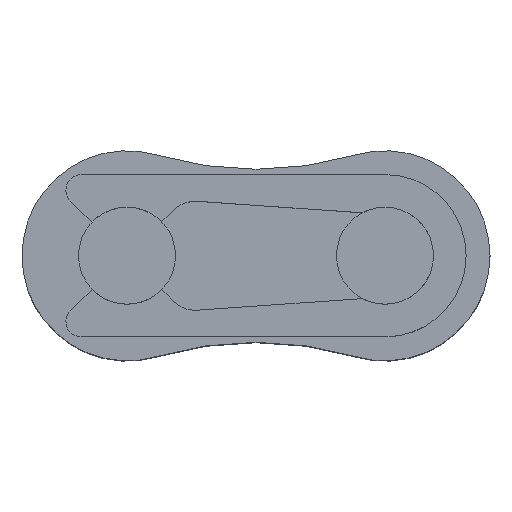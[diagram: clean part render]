
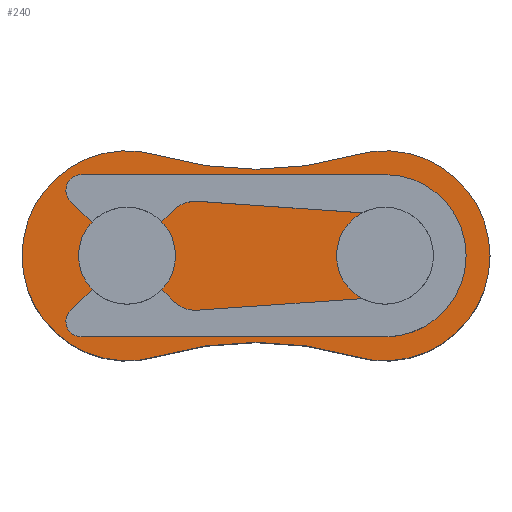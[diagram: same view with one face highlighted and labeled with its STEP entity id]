
A CAD part, top view. The second image highlights one B-rep face of the part: STEP entity #240.
In plain terms, the highlighted planar face has unit normal (0, 0, 1).
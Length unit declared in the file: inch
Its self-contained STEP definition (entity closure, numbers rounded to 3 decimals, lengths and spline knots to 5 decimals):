
#30 = CARTESIAN_POINT ( 'NONE',  ( 0.15268, 0., 0.3915 ) ) ;
#49 = AXIS2_PLACEMENT_3D ( 'NONE', #872, #594, #1415 ) ;
#129 = VERTEX_POINT ( 'NONE', #1529 ) ;
#139 = DIRECTION ( 'NONE',  ( -1., 0., 0. ) ) ;
#140 = CARTESIAN_POINT ( 'NONE',  ( -0.04288, -0.14654, 0.3915 ) ) ;
#165 = EDGE_CURVE ( 'NONE', #731, #1710, #1566, .T. ) ;
#203 = CARTESIAN_POINT ( 'NONE',  ( 0.05993, 0., 0.3915 ) ) ;
#240 = ADVANCED_FACE ( 'NONE', ( #614, #1046, #774 ), #1423, .F. ) ;
#246 = AXIS2_PLACEMENT_3D ( 'NONE', #1339, #1086, #139 ) ;
#350 = CIRCLE ( 'NONE', #1713, 0.05993 ) ;
#352 = DIRECTION ( 'NONE',  ( 0., 0., -1. ) ) ;
#386 = ORIENTED_EDGE ( 'NONE', *, *, #977, .T. ) ;
#411 = DIRECTION ( 'NONE',  ( 1., 0., 0. ) ) ;
#415 = EDGE_LOOP ( 'NONE', ( #504, #1706 ) ) ;
#441 = CARTESIAN_POINT ( 'NONE',  ( -0.04288, 0.14654, 0.3915 ) ) ;
#477 = EDGE_CURVE ( 'NONE', #877, #731, #1682, .T. ) ;
#482 = VERTEX_POINT ( 'NONE', #1004 ) ;
#490 = DIRECTION ( 'NONE',  ( 0., 0., 1. ) ) ;
#494 = CARTESIAN_POINT ( 'NONE',  ( -0.375, 0., 0.3915 ) ) ;
#504 = ORIENTED_EDGE ( 'NONE', *, *, #965, .F. ) ;
#580 = CIRCLE ( 'NONE', #842, 0.15268 ) ;
#594 = DIRECTION ( 'NONE',  ( 0., 0., 1. ) ) ;
#595 = EDGE_CURVE ( 'NONE', #962, #482, #801, .T. ) ;
#607 = DIRECTION ( 'NONE',  ( 0., 0., -1. ) ) ;
#614 = FACE_OUTER_BOUND ( 'NONE', #975, .T. ) ;
#615 = DIRECTION ( 'NONE',  ( 1., 0., 0. ) ) ;
#658 = DIRECTION ( 'NONE',  ( 1., 0., 0. ) ) ;
#660 = VERTEX_POINT ( 'NONE', #140 ) ;
#683 = VERTEX_POINT ( 'NONE', #1475 ) ;
#684 = CARTESIAN_POINT ( 'NONE',  ( -0.33212, 0.14654, 0.3915 ) ) ;
#688 = AXIS2_PLACEMENT_3D ( 'NONE', #879, #352, #1694 ) ;
#709 = CARTESIAN_POINT ( 'NONE',  ( 0., 0., 0.3915 ) ) ;
#731 = VERTEX_POINT ( 'NONE', #441 ) ;
#754 = CARTESIAN_POINT ( 'NONE',  ( -0.375, 0., 0.3915 ) ) ;
#774 = FACE_BOUND ( 'NONE', #1481, .T. ) ;
#775 = DIRECTION ( 'NONE',  ( 0., 0., 1. ) ) ;
#793 = ORIENTED_EDGE ( 'NONE', *, *, #1446, .T. ) ;
#801 = CIRCLE ( 'NONE', #1074, 0.05993 ) ;
#808 = DIRECTION ( 'NONE',  ( 0., 0., 1. ) ) ;
#812 = CARTESIAN_POINT ( 'NONE',  ( 0., 0., 0.3915 ) ) ;
#813 = DIRECTION ( 'NONE',  ( 0., 0., 1. ) ) ;
#842 = AXIS2_PLACEMENT_3D ( 'NONE', #880, #490, #1023 ) ;
#872 = CARTESIAN_POINT ( 'NONE',  ( 0., 0., 0.3915 ) ) ;
#877 = VERTEX_POINT ( 'NONE', #30 ) ;
#879 = CARTESIAN_POINT ( 'NONE',  ( -0.09375, 0.32038, 0.3915 ) ) ;
#880 = CARTESIAN_POINT ( 'NONE',  ( -0.375, 0., 0.3915 ) ) ;
#914 = AXIS2_PLACEMENT_3D ( 'NONE', #709, #1653, #1123 ) ;
#949 = CARTESIAN_POINT ( 'NONE',  ( 0., 0., 0.3915 ) ) ;
#962 = VERTEX_POINT ( 'NONE', #1464 ) ;
#965 = EDGE_CURVE ( 'NONE', #129, #1399, #350, .T. ) ;
#975 = EDGE_LOOP ( 'NONE', ( #1084, #1025, #386, #793, #1245 ) ) ;
#977 = EDGE_CURVE ( 'NONE', #683, #660, #1436, .T. ) ;
#984 = CARTESIAN_POINT ( 'NONE',  ( -0.1875, 0.64075, 0.3915 ) ) ;
#989 = AXIS2_PLACEMENT_3D ( 'NONE', #984, #607, #1511 ) ;
#1004 = CARTESIAN_POINT ( 'NONE',  ( -0.31508, 0., 0.3915 ) ) ;
#1019 = AXIS2_PLACEMENT_3D ( 'NONE', #949, #808, #658 ) ;
#1023 = DIRECTION ( 'NONE',  ( 1., 0., 0. ) ) ;
#1025 = ORIENTED_EDGE ( 'NONE', *, *, #1632, .T. ) ;
#1046 = FACE_BOUND ( 'NONE', #415, .T. ) ;
#1062 = DIRECTION ( 'NONE',  ( 1., 0., 0. ) ) ;
#1074 = AXIS2_PLACEMENT_3D ( 'NONE', #494, #813, #1062 ) ;
#1084 = ORIENTED_EDGE ( 'NONE', *, *, #165, .T. ) ;
#1086 = DIRECTION ( 'NONE',  ( 0., 0., -1. ) ) ;
#1123 = DIRECTION ( 'NONE',  ( 1., 0., 0. ) ) ;
#1214 = DIRECTION ( 'NONE',  ( 0., 0., 1. ) ) ;
#1226 = ORIENTED_EDGE ( 'NONE', *, *, #1624, .F. ) ;
#1245 = ORIENTED_EDGE ( 'NONE', *, *, #477, .T. ) ;
#1270 = EDGE_CURVE ( 'NONE', #1399, #129, #1609, .T. ) ;
#1339 = CARTESIAN_POINT ( 'NONE',  ( -0.1875, -0.64075, 0.3915 ) ) ;
#1366 = CIRCLE ( 'NONE', #914, 0.15268 ) ;
#1399 = VERTEX_POINT ( 'NONE', #203 ) ;
#1415 = DIRECTION ( 'NONE',  ( 1., 0., 0. ) ) ;
#1423 = PLANE ( 'NONE',  #688 ) ;
#1436 = CIRCLE ( 'NONE', #246, 0.51494 ) ;
#1446 = EDGE_CURVE ( 'NONE', #660, #877, #1366, .T. ) ;
#1464 = CARTESIAN_POINT ( 'NONE',  ( -0.43493, 0., 0.3915 ) ) ;
#1475 = CARTESIAN_POINT ( 'NONE',  ( -0.33212, -0.14654, 0.3915 ) ) ;
#1481 = EDGE_LOOP ( 'NONE', ( #1561, #1226 ) ) ;
#1511 = DIRECTION ( 'NONE',  ( 1., 0., 0. ) ) ;
#1529 = CARTESIAN_POINT ( 'NONE',  ( -0.05993, 0., 0.3915 ) ) ;
#1561 = ORIENTED_EDGE ( 'NONE', *, *, #595, .F. ) ;
#1566 = CIRCLE ( 'NONE', #989, 0.51494 ) ;
#1577 = AXIS2_PLACEMENT_3D ( 'NONE', #754, #775, #615 ) ;
#1609 = CIRCLE ( 'NONE', #1019, 0.05993 ) ;
#1624 = EDGE_CURVE ( 'NONE', #482, #962, #1691, .T. ) ;
#1632 = EDGE_CURVE ( 'NONE', #1710, #683, #580, .T. ) ;
#1653 = DIRECTION ( 'NONE',  ( 0., 0., 1. ) ) ;
#1682 = CIRCLE ( 'NONE', #49, 0.15268 ) ;
#1691 = CIRCLE ( 'NONE', #1577, 0.05993 ) ;
#1694 = DIRECTION ( 'NONE',  ( 1., 0., 0. ) ) ;
#1706 = ORIENTED_EDGE ( 'NONE', *, *, #1270, .F. ) ;
#1710 = VERTEX_POINT ( 'NONE', #684 ) ;
#1713 = AXIS2_PLACEMENT_3D ( 'NONE', #812, #1214, #411 ) ;
